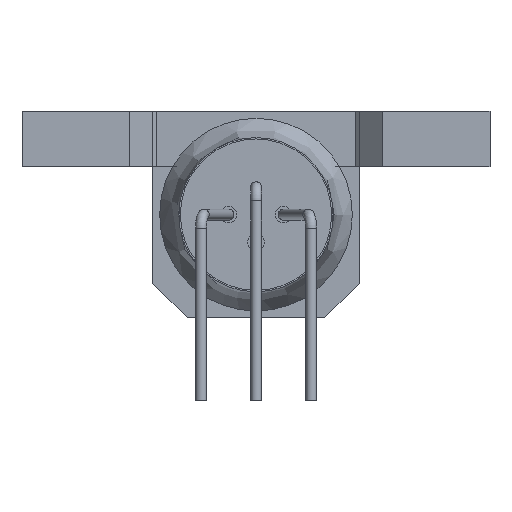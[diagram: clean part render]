
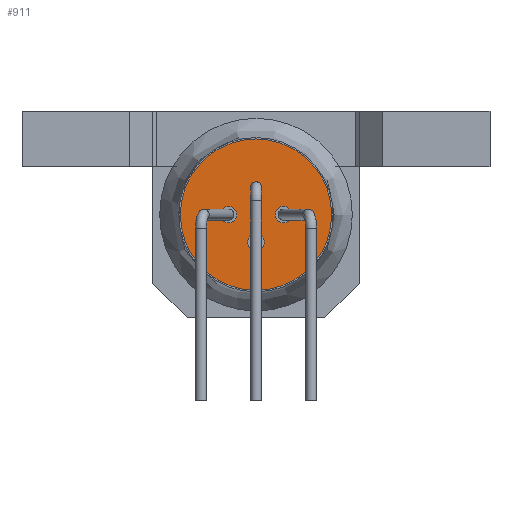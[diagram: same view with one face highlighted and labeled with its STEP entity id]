
A CAD part, left-side view. The second image highlights one B-rep face of the part: STEP entity #911.
In plain terms, the highlighted planar face has unit normal (-1, 0, 0).
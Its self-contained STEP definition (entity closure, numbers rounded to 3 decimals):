
#33=FACE_BOUND('',#297,.T.);
#34=FACE_BOUND('',#298,.T.);
#35=FACE_BOUND('',#299,.T.);
#65=CIRCLE('',#1013,0.3);
#67=CIRCLE('',#1017,0.3);
#69=CIRCLE('',#1021,0.3);
#70=CIRCLE('',#1024,2.75);
#202=FACE_OUTER_BOUND('',#296,.T.);
#296=EDGE_LOOP('',(#742));
#297=EDGE_LOOP('',(#743));
#298=EDGE_LOOP('',(#744));
#299=EDGE_LOOP('',(#745));
#496=VERTEX_POINT('',#1538);
#498=VERTEX_POINT('',#1544);
#500=VERTEX_POINT('',#1550);
#501=VERTEX_POINT('',#1554);
#590=EDGE_CURVE('',#496,#496,#65,.T.);
#592=EDGE_CURVE('',#498,#498,#67,.T.);
#594=EDGE_CURVE('',#500,#500,#69,.T.);
#595=EDGE_CURVE('',#501,#501,#70,.T.);
#742=ORIENTED_EDGE('',*,*,#595,.T.);
#743=ORIENTED_EDGE('',*,*,#590,.T.);
#744=ORIENTED_EDGE('',*,*,#592,.T.);
#745=ORIENTED_EDGE('',*,*,#594,.T.);
#850=PLANE('',#1027);
#911=ADVANCED_FACE('',(#202,#33,#34,#35),#850,.T.);
#1013=AXIS2_PLACEMENT_3D('',#1539,#1218,#1219);
#1017=AXIS2_PLACEMENT_3D('',#1545,#1226,#1227);
#1021=AXIS2_PLACEMENT_3D('',#1551,#1234,#1235);
#1024=AXIS2_PLACEMENT_3D('',#1555,#1240,#1241);
#1027=AXIS2_PLACEMENT_3D('',#1559,#1246,#1247);
#1218=DIRECTION('center_axis',(1.,0.,0.));
#1219=DIRECTION('ref_axis',(0.,1.,0.));
#1226=DIRECTION('center_axis',(1.,0.,0.));
#1227=DIRECTION('ref_axis',(0.,1.,0.));
#1234=DIRECTION('center_axis',(1.,0.,0.));
#1235=DIRECTION('ref_axis',(0.,1.,0.));
#1240=DIRECTION('center_axis',(-1.,0.,0.));
#1241=DIRECTION('ref_axis',(0.,1.,0.));
#1246=DIRECTION('center_axis',(-1.,0.,0.));
#1247=DIRECTION('ref_axis',(0.,0.,-1.));
#1538=CARTESIAN_POINT('',(4.7,-1.298,4.25));
#1539=CARTESIAN_POINT('Origin',(4.7,-0.998,4.25));
#1544=CARTESIAN_POINT('',(4.7,-0.298,3.25));
#1545=CARTESIAN_POINT('Origin',(4.7,0.002,3.25));
#1550=CARTESIAN_POINT('',(4.7,0.702,4.25));
#1551=CARTESIAN_POINT('Origin',(4.7,1.002,4.25));
#1554=CARTESIAN_POINT('',(4.7,-2.748,4.25));
#1555=CARTESIAN_POINT('Origin',(4.7,0.002,4.25));
#1559=CARTESIAN_POINT('Origin',(4.7,0.002,4.25));
